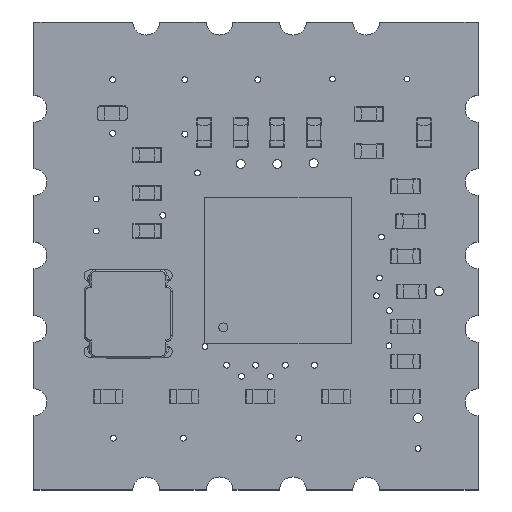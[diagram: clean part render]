
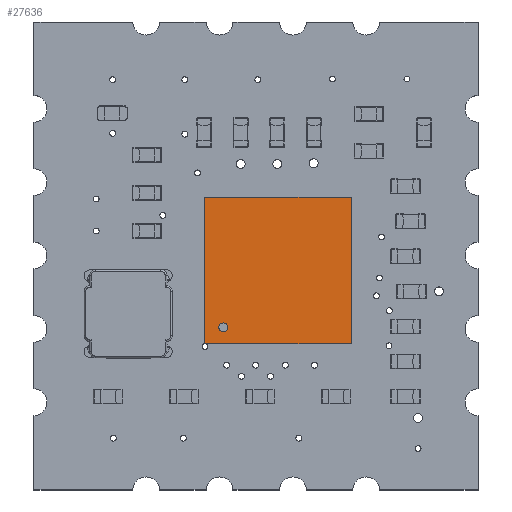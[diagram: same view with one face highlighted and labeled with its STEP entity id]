
A CAD part, top view. The second image highlights one B-rep face of the part: STEP entity #27636.
In plain terms, the highlighted planar face has unit normal (0, 0, 1).
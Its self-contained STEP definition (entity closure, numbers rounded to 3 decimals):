
#24505 = VERTEX_POINT('',#24506);
#24506 = CARTESIAN_POINT('',(-1.865,-1.789,
    0.767));
#24512 = EDGE_CURVE('',#24513,#24505,#24515,.T.);
#24513 = VERTEX_POINT('',#24514);
#24514 = CARTESIAN_POINT('',(-1.865,-2.093,
    0.767));
#24515 = CIRCLE('',#24516,0.152);
#24516 = AXIS2_PLACEMENT_3D('',#24517,#24518,#24519);
#24517 = CARTESIAN_POINT('',(-1.865,-1.941,
    0.767));
#24518 = DIRECTION('',(0.,-0.,1.));
#24519 = DIRECTION('',(0.,1.,0.));
#26994 = VERTEX_POINT('',#26995);
#26995 = CARTESIAN_POINT('',(2.491,-2.491,
    0.767));
#27001 = EDGE_CURVE('',#27002,#26994,#27004,.T.);
#27002 = VERTEX_POINT('',#27003);
#27003 = CARTESIAN_POINT('',(-2.491,-2.491,
    0.767));
#27004 = LINE('',#27005,#27006);
#27005 = CARTESIAN_POINT('',(-2.491,-2.491,
    0.767));
#27006 = VECTOR('',#27007,1.);
#27007 = DIRECTION('',(1.,0.,0.));
#27048 = VERTEX_POINT('',#27049);
#27049 = CARTESIAN_POINT('',(2.491,2.491,
    0.767));
#27055 = EDGE_CURVE('',#26994,#27048,#27056,.T.);
#27056 = LINE('',#27057,#27058);
#27057 = CARTESIAN_POINT('',(2.491,2.491,
    0.767));
#27058 = VECTOR('',#27059,1.);
#27059 = DIRECTION('',(0.,1.,0.));
#27410 = VERTEX_POINT('',#27411);
#27411 = CARTESIAN_POINT('',(-2.491,2.491,
    0.767));
#27417 = EDGE_CURVE('',#27048,#27410,#27418,.T.);
#27418 = LINE('',#27419,#27420);
#27419 = CARTESIAN_POINT('',(-2.491,2.491,
    0.767));
#27420 = VECTOR('',#27421,1.);
#27421 = DIRECTION('',(-1.,0.,0.));
#27457 = EDGE_CURVE('',#27410,#27002,#27458,.T.);
#27458 = LINE('',#27459,#27460);
#27459 = CARTESIAN_POINT('',(-2.491,2.491,
    0.767));
#27460 = VECTOR('',#27461,1.);
#27461 = DIRECTION('',(0.,-1.,0.));
#27636 = ADVANCED_FACE('',(#27637,#27647),#27653,.F.);
#27637 = FACE_BOUND('',#27638,.T.);
#27638 = EDGE_LOOP('',(#27639,#27646));
#27639 = ORIENTED_EDGE('',*,*,#27640,.F.);
#27640 = EDGE_CURVE('',#24505,#24513,#27641,.T.);
#27641 = CIRCLE('',#27642,0.152);
#27642 = AXIS2_PLACEMENT_3D('',#27643,#27644,#27645);
#27643 = CARTESIAN_POINT('',(-1.865,-1.941,
    0.767));
#27644 = DIRECTION('',(0.,-0.,1.));
#27645 = DIRECTION('',(0.,1.,0.));
#27646 = ORIENTED_EDGE('',*,*,#24512,.F.);
#27647 = FACE_BOUND('',#27648,.T.);
#27648 = EDGE_LOOP('',(#27649,#27650,#27651,#27652));
#27649 = ORIENTED_EDGE('',*,*,#27001,.T.);
#27650 = ORIENTED_EDGE('',*,*,#27055,.T.);
#27651 = ORIENTED_EDGE('',*,*,#27417,.T.);
#27652 = ORIENTED_EDGE('',*,*,#27457,.T.);
#27653 = PLANE('',#27654);
#27654 = AXIS2_PLACEMENT_3D('',#27655,#27656,#27657);
#27655 = CARTESIAN_POINT('',(0.,0.,0.767));
#27656 = DIRECTION('',(0.,0.,-1.));
#27657 = DIRECTION('',(0.,-1.,0.));
